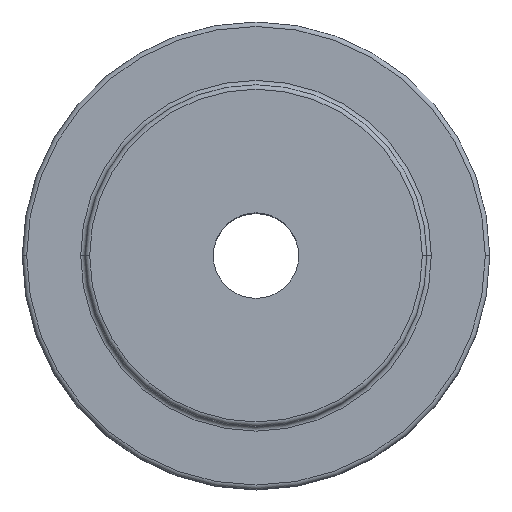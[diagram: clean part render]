
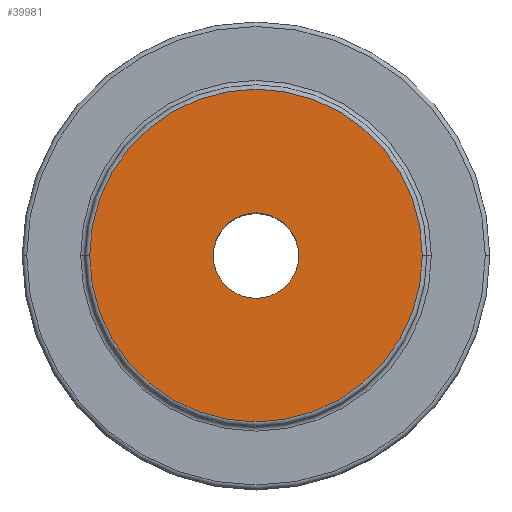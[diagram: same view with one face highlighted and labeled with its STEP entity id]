
A CAD part, top view. The second image highlights one B-rep face of the part: STEP entity #39981.
In plain terms, the highlighted planar face has unit normal (0, 0, 1).
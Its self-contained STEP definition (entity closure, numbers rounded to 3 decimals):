
#35635=CARTESIAN_POINT('',(0.,0.,19.85));
#35636=DIRECTION('',(0.,0.,-1.));
#35637=DIRECTION('',(-1.,0.,0.));
#35638=AXIS2_PLACEMENT_3D('',#35635,#35636,#35637);
#35640=CARTESIAN_POINT('',(0.,0.,19.85));
#35641=DIRECTION('',(0.,0.,-1.));
#35642=DIRECTION('',(1.,0.,0.));
#35643=AXIS2_PLACEMENT_3D('',#35640,#35641,#35642);
#35645=CARTESIAN_POINT('',(0.,0.,19.85));
#35646=DIRECTION('',(0.,0.,-1.));
#35647=DIRECTION('',(-1.,0.,0.));
#35648=AXIS2_PLACEMENT_3D('',#35645,#35646,#35647);
#35654=CARTESIAN_POINT('',(0.,0.,19.85));
#35655=DIRECTION('',(0.,0.,-1.));
#35656=DIRECTION('',(1.,0.,0.));
#35657=AXIS2_PLACEMENT_3D('',#35654,#35655,#35656);
#38818=CARTESIAN_POINT('',(-18.5,0.,19.85));
#38819=CARTESIAN_POINT('',(18.5,0.,19.85));
#38820=VERTEX_POINT('',#38818);
#38821=VERTEX_POINT('',#38819);
#38822=CARTESIAN_POINT('',(-4.75,0.,19.85));
#38823=CARTESIAN_POINT('',(4.75,0.,19.85));
#38824=VERTEX_POINT('',#38822);
#38825=VERTEX_POINT('',#38823);
#39966=CARTESIAN_POINT('',(0.,0.,19.85));
#39967=DIRECTION('',(0.,0.,1.));
#39968=DIRECTION('',(1.,0.,0.));
#39969=AXIS2_PLACEMENT_3D('',#39966,#39967,#39968);
#39970=PLANE('',#39969);
#39971=ORIENTED_EDGE('',*,*,#39946,.T.);
#39972=ORIENTED_EDGE('',*,*,#39959,.T.);
#39973=EDGE_LOOP('',(#39971,#39972));
#39974=FACE_OUTER_BOUND('',#39973,.F.);
#39976=ORIENTED_EDGE('',*,*,#39975,.F.);
#39978=ORIENTED_EDGE('',*,*,#39977,.F.);
#39979=EDGE_LOOP('',(#39976,#39978));
#39980=FACE_BOUND('',#39979,.F.);
#39981=ADVANCED_FACE('',(#39974,#39980),#39970,.T.);
#35639=CIRCLE('',#35638,18.5);
#35644=CIRCLE('',#35643,18.5);
#35649=CIRCLE('',#35648,4.75);
#35658=CIRCLE('',#35657,4.75);
#39946=EDGE_CURVE('',#38820,#38821,#35639,.T.);
#39959=EDGE_CURVE('',#38821,#38820,#35644,.T.);
#39975=EDGE_CURVE('',#38824,#38825,#35649,.T.);
#39977=EDGE_CURVE('',#38825,#38824,#35658,.T.);
